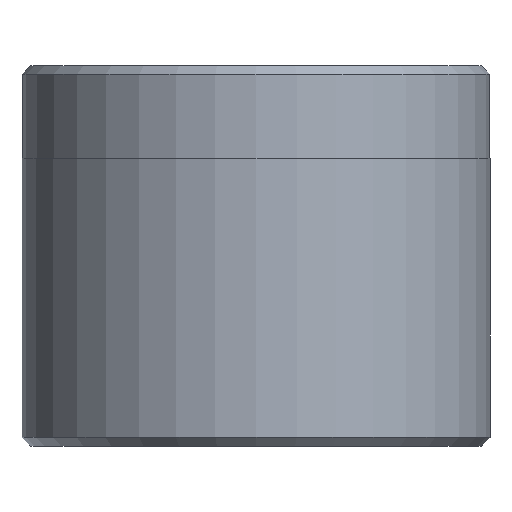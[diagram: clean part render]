
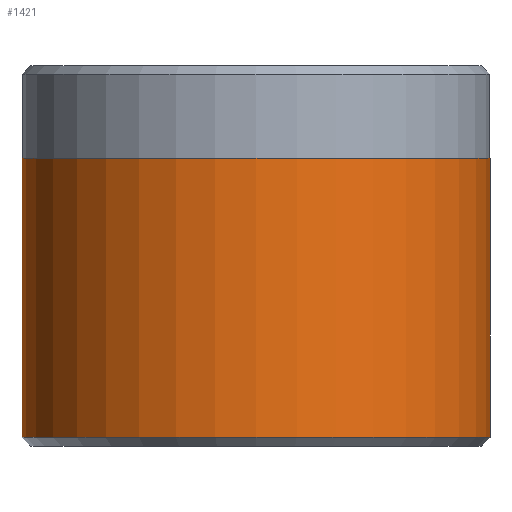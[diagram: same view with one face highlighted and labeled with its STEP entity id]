
A CAD part, front view. The second image highlights one B-rep face of the part: STEP entity #1421.
In plain terms, the highlighted cylindrical face has radius 8 mm (diameter 16 mm), a partial arc.
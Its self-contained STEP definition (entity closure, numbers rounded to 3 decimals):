
#87 = CARTESIAN_POINT ( 'NONE',  ( -8., 0., 9.837 ) ) ;
#191 = EDGE_LOOP ( 'NONE', ( #1086, #1090, #1192, #1194 ) ) ;
#219 = EDGE_CURVE ( 'NONE', #1352, #760, #1081, .T. ) ;
#258 = DIRECTION ( 'NONE',  ( 0., 0., 1. ) ) ;
#341 = VERTEX_POINT ( 'NONE', #502 ) ;
#417 = VECTOR ( 'NONE', #677, 1000. ) ;
#428 = VERTEX_POINT ( 'NONE', #1122 ) ;
#481 = LINE ( 'NONE', #1566, #417 ) ;
#497 = CARTESIAN_POINT ( 'NONE',  ( 0., 0., 9.837 ) ) ;
#501 = DIRECTION ( 'NONE',  ( 1., 0., 0. ) ) ;
#502 = CARTESIAN_POINT ( 'NONE',  ( -8., 0., 0.3 ) ) ;
#565 = CARTESIAN_POINT ( 'NONE',  ( 8., 0., 9.837 ) ) ;
#603 = EDGE_CURVE ( 'NONE', #760, #428, #481, .T. ) ;
#652 = DIRECTION ( 'NONE',  ( 0., 0., 1. ) ) ;
#669 = DIRECTION ( 'NONE',  ( 1., 0., 0. ) ) ;
#677 = DIRECTION ( 'NONE',  ( 0., 0., -1. ) ) ;
#758 = CYLINDRICAL_SURFACE ( 'NONE', #1489, 8. ) ;
#760 = VERTEX_POINT ( 'NONE', #565 ) ;
#764 = AXIS2_PLACEMENT_3D ( 'NONE', #497, #652, #669 ) ;
#833 = AXIS2_PLACEMENT_3D ( 'NONE', #1436, #258, #501 ) ;
#1081 = CIRCLE ( 'NONE', #764, 8. ) ;
#1086 = ORIENTED_EDGE ( 'NONE', *, *, #603, .F. ) ;
#1090 = ORIENTED_EDGE ( 'NONE', *, *, #219, .F. ) ;
#1122 = CARTESIAN_POINT ( 'NONE',  ( 8., 0., 0.3 ) ) ;
#1192 = ORIENTED_EDGE ( 'NONE', *, *, #1578, .T. ) ;
#1194 = ORIENTED_EDGE ( 'NONE', *, *, #1874, .T. ) ;
#1323 = LINE ( 'NONE', #1948, #1360 ) ;
#1352 = VERTEX_POINT ( 'NONE', #87 ) ;
#1360 = VECTOR ( 'NONE', #1943, 1000. ) ;
#1421 = ADVANCED_FACE ( 'NONE', ( #1604 ), #758, .T. ) ;
#1436 = CARTESIAN_POINT ( 'NONE',  ( 0., 0., 0.3 ) ) ;
#1489 = AXIS2_PLACEMENT_3D ( 'NONE', #1798, #1595, #1781 ) ;
#1566 = CARTESIAN_POINT ( 'NONE',  ( 8., 0., 13. ) ) ;
#1578 = EDGE_CURVE ( 'NONE', #1352, #341, #1323, .T. ) ;
#1595 = DIRECTION ( 'NONE',  ( 0., 0., -1. ) ) ;
#1604 = FACE_OUTER_BOUND ( 'NONE', #191, .T. ) ;
#1781 = DIRECTION ( 'NONE',  ( -1., 0., 0. ) ) ;
#1798 = CARTESIAN_POINT ( 'NONE',  ( 0., 0., 13. ) ) ;
#1874 = EDGE_CURVE ( 'NONE', #341, #428, #1883, .T. ) ;
#1883 = CIRCLE ( 'NONE', #833, 8. ) ;
#1943 = DIRECTION ( 'NONE',  ( 0., 0., -1. ) ) ;
#1948 = CARTESIAN_POINT ( 'NONE',  ( -8., 0., 13. ) ) ;
